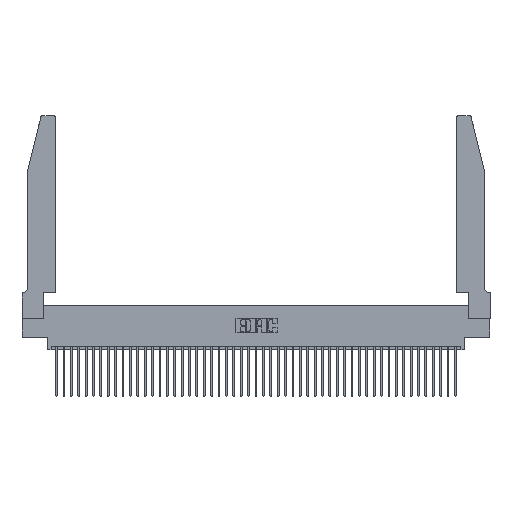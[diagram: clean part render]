
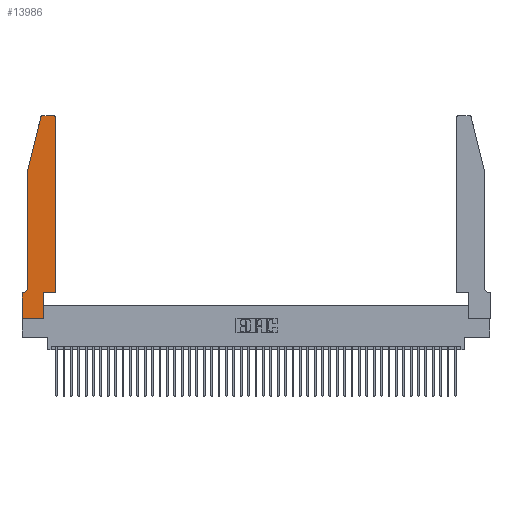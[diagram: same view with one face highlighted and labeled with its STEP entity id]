
A CAD part, top view. The second image highlights one B-rep face of the part: STEP entity #13986.
In plain terms, the highlighted planar face has unit normal (0, 0, 1).
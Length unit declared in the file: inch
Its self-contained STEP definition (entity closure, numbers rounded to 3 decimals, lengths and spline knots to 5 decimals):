
#808 = CARTESIAN_POINT ( 'NONE',  ( 0.25487, 2.72718, 0.37 ) ) ;
#1113 = DIRECTION ( 'NONE',  ( -0.239, -0.971, 0. ) ) ;
#1214 = DIRECTION ( 'NONE',  ( -1., 0., 0. ) ) ;
#1790 = VERTEX_POINT ( 'NONE', #11455 ) ;
#2042 = DIRECTION ( 'NONE',  ( 0., 0., 1. ) ) ;
#2156 = ORIENTED_EDGE ( 'NONE', *, *, #9926, .T. ) ;
#2609 = EDGE_CURVE ( 'NONE', #19262, #3055, #41397, .T. ) ;
#3055 = VERTEX_POINT ( 'NONE', #15042 ) ;
#3380 = VERTEX_POINT ( 'NONE', #20371 ) ;
#3772 = VECTOR ( 'NONE', #11567, 39.37008 ) ;
#4870 = CARTESIAN_POINT ( 'NONE',  ( 0.2605, 2.75, 0.37 ) ) ;
#5022 = EDGE_LOOP ( 'NONE', ( #27545, #36923, #19099, #2156, #22462, #25878, #7862, #37510, #10109, #12399, #40805, #13525 ) ) ;
#5121 = EDGE_CURVE ( 'NONE', #34219, #21626, #21438, .T. ) ;
#5650 = CARTESIAN_POINT ( 'NONE',  ( 0.0055, 0.42, 0.37 ) ) ;
#5832 = CARTESIAN_POINT ( 'NONE',  ( 0.284, 2.75, 0.37 ) ) ;
#5900 = CARTESIAN_POINT ( 'NONE',  ( 0., 0., 0.37 ) ) ;
#5988 = CIRCLE ( 'NONE', #29806, 0.03 ) ;
#7330 = CARTESIAN_POINT ( 'NONE',  ( 0.4505, 0.35, 0.37 ) ) ;
#7862 = ORIENTED_EDGE ( 'NONE', *, *, #37239, .T. ) ;
#7934 = CARTESIAN_POINT ( 'NONE',  ( 0., 0., 0.37 ) ) ;
#8140 = EDGE_CURVE ( 'NONE', #19628, #34219, #5988, .T. ) ;
#8288 = EDGE_CURVE ( 'NONE', #37091, #19628, #45593, .T. ) ;
#9254 = LINE ( 'NONE', #22420, #17703 ) ;
#9288 = DIRECTION ( 'NONE',  ( -1., 0., 0. ) ) ;
#9709 = VECTOR ( 'NONE', #33449, 39.37008 ) ;
#9926 = EDGE_CURVE ( 'NONE', #21626, #34584, #31458, .T. ) ;
#10109 = ORIENTED_EDGE ( 'NONE', *, *, #2609, .T. ) ;
#10905 = CIRCLE ( 'NONE', #41769, 0.03 ) ;
#11267 = VECTOR ( 'NONE', #27916, 39.37008 ) ;
#11455 = CARTESIAN_POINT ( 'NONE',  ( 0.4505, 2.72, 0.37 ) ) ;
#11567 = DIRECTION ( 'NONE',  ( 1., 0., 0. ) ) ;
#11877 = VECTOR ( 'NONE', #1113, 39.37008 ) ;
#12243 = CARTESIAN_POINT ( 'NONE',  ( 0.4205, 2.75, 0.37 ) ) ;
#12399 = ORIENTED_EDGE ( 'NONE', *, *, #27502, .T. ) ;
#13525 = ORIENTED_EDGE ( 'NONE', *, *, #13752, .T. ) ;
#13752 = EDGE_CURVE ( 'NONE', #1790, #37091, #10905, .T. ) ;
#13801 = CARTESIAN_POINT ( 'NONE',  ( 0.0755, 0.42, 0.37 ) ) ;
#13986 = ADVANCED_FACE ( 'NONE', ( #17614 ), #16420, .T. ) ;
#14848 = CARTESIAN_POINT ( 'NONE',  ( 0.284, 2.72, 0.37 ) ) ;
#15042 = CARTESIAN_POINT ( 'NONE',  ( 0.2865, 0.35, 0.37 ) ) ;
#15133 = VECTOR ( 'NONE', #31014, 39.37008 ) ;
#15346 = DIRECTION ( 'NONE',  ( 0., 0., 1. ) ) ;
#15445 = AXIS2_PLACEMENT_3D ( 'NONE', #5650, #30794, #9288 ) ;
#15507 = CARTESIAN_POINT ( 'NONE',  ( 0.0755, 2., 0.37 ) ) ;
#15533 = VECTOR ( 'NONE', #23838, 39.37008 ) ;
#16325 = CARTESIAN_POINT ( 'NONE',  ( 0.2865, 0.35, 0.37 ) ) ;
#16420 = PLANE ( 'NONE',  #29069 ) ;
#17233 = VECTOR ( 'NONE', #1214, 39.37008 ) ;
#17614 = FACE_OUTER_BOUND ( 'NONE', #5022, .T. ) ;
#17703 = VECTOR ( 'NONE', #36745, 39.37008 ) ;
#18457 = DIRECTION ( 'NONE',  ( 1., 0., 0. ) ) ;
#19099 = ORIENTED_EDGE ( 'NONE', *, *, #5121, .T. ) ;
#19262 = VERTEX_POINT ( 'NONE', #32708 ) ;
#19628 = VERTEX_POINT ( 'NONE', #5832 ) ;
#20051 = CARTESIAN_POINT ( 'NONE',  ( 0., 0.35, 0.37 ) ) ;
#20371 = CARTESIAN_POINT ( 'NONE',  ( 0., 0., 0.37 ) ) ;
#20595 = CARTESIAN_POINT ( 'NONE',  ( 0., 0.35, 0.37 ) ) ;
#21438 = LINE ( 'NONE', #15507, #11877 ) ;
#21626 = VERTEX_POINT ( 'NONE', #39490 ) ;
#22420 = CARTESIAN_POINT ( 'NONE',  ( 0.4505, 0.35, 0.37 ) ) ;
#22462 = ORIENTED_EDGE ( 'NONE', *, *, #22516, .T. ) ;
#22516 = EDGE_CURVE ( 'NONE', #34584, #32370, #34958, .T. ) ;
#23649 = VECTOR ( 'NONE', #44778, 39.37008 ) ;
#23838 = DIRECTION ( 'NONE',  ( 0., -1., 0. ) ) ;
#25625 = VERTEX_POINT ( 'NONE', #7330 ) ;
#25878 = ORIENTED_EDGE ( 'NONE', *, *, #42522, .T. ) ;
#26247 = LINE ( 'NONE', #5900, #15533 ) ;
#27132 = VERTEX_POINT ( 'NONE', #20595 ) ;
#27293 = DIRECTION ( 'NONE',  ( 1., 0., 0. ) ) ;
#27457 = CARTESIAN_POINT ( 'NONE',  ( 0.4505, 0.35, 0.37 ) ) ;
#27502 = EDGE_CURVE ( 'NONE', #3055, #25625, #9254, .T. ) ;
#27545 = ORIENTED_EDGE ( 'NONE', *, *, #8288, .T. ) ;
#27916 = DIRECTION ( 'NONE',  ( 0., -1., 0. ) ) ;
#28839 = LINE ( 'NONE', #44061, #9709 ) ;
#29069 = AXIS2_PLACEMENT_3D ( 'NONE', #20051, #2042, #27293 ) ;
#29806 = AXIS2_PLACEMENT_3D ( 'NONE', #14848, #39771, #18457 ) ;
#30756 = EDGE_CURVE ( 'NONE', #3380, #19262, #41821, .T. ) ;
#30794 = DIRECTION ( 'NONE',  ( 0., 0., -1. ) ) ;
#31014 = DIRECTION ( 'NONE',  ( 0., 1., 0. ) ) ;
#31458 = LINE ( 'NONE', #35024, #11267 ) ;
#32370 = VERTEX_POINT ( 'NONE', #45197 ) ;
#32708 = CARTESIAN_POINT ( 'NONE',  ( 0.2865, 0., 0.37 ) ) ;
#33449 = DIRECTION ( 'NONE',  ( -1., 0., 0. ) ) ;
#34219 = VERTEX_POINT ( 'NONE', #808 ) ;
#34584 = VERTEX_POINT ( 'NONE', #13801 ) ;
#34958 = CIRCLE ( 'NONE', #15445, 0.07 ) ;
#35024 = CARTESIAN_POINT ( 'NONE',  ( 0.0755, 2., 0.37 ) ) ;
#36734 = CARTESIAN_POINT ( 'NONE',  ( 0.4205, 2.72, 0.37 ) ) ;
#36745 = DIRECTION ( 'NONE',  ( 1., 0., 0. ) ) ;
#36923 = ORIENTED_EDGE ( 'NONE', *, *, #8140, .T. ) ;
#37091 = VERTEX_POINT ( 'NONE', #12243 ) ;
#37239 = EDGE_CURVE ( 'NONE', #27132, #3380, #26247, .T. ) ;
#37510 = ORIENTED_EDGE ( 'NONE', *, *, #30756, .T. ) ;
#39490 = CARTESIAN_POINT ( 'NONE',  ( 0.0755, 2., 0.37 ) ) ;
#39771 = DIRECTION ( 'NONE',  ( 0., 0., 1. ) ) ;
#40257 = DIRECTION ( 'NONE',  ( 1., 0., 0. ) ) ;
#40805 = ORIENTED_EDGE ( 'NONE', *, *, #44589, .T. ) ;
#41397 = LINE ( 'NONE', #16325, #23649 ) ;
#41769 = AXIS2_PLACEMENT_3D ( 'NONE', #36734, #15346, #40257 ) ;
#41821 = LINE ( 'NONE', #7934, #3772 ) ;
#42522 = EDGE_CURVE ( 'NONE', #32370, #27132, #28839, .T. ) ;
#43525 = LINE ( 'NONE', #27457, #15133 ) ;
#44061 = CARTESIAN_POINT ( 'NONE',  ( 0.0755, 0.35, 0.37 ) ) ;
#44589 = EDGE_CURVE ( 'NONE', #25625, #1790, #43525, .T. ) ;
#44778 = DIRECTION ( 'NONE',  ( 0., 1., 0. ) ) ;
#45197 = CARTESIAN_POINT ( 'NONE',  ( 0.0055, 0.35, 0.37 ) ) ;
#45593 = LINE ( 'NONE', #4870, #17233 ) ;
